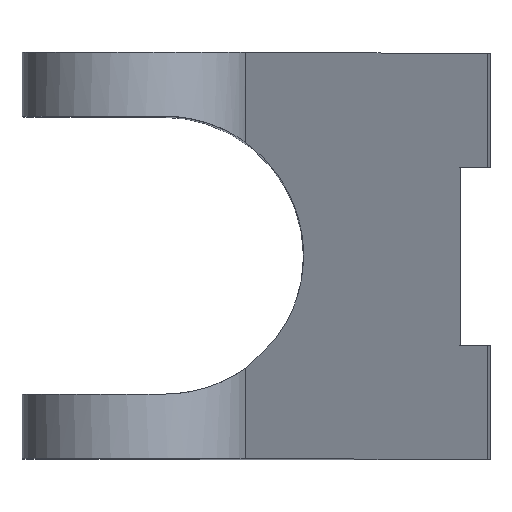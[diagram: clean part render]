
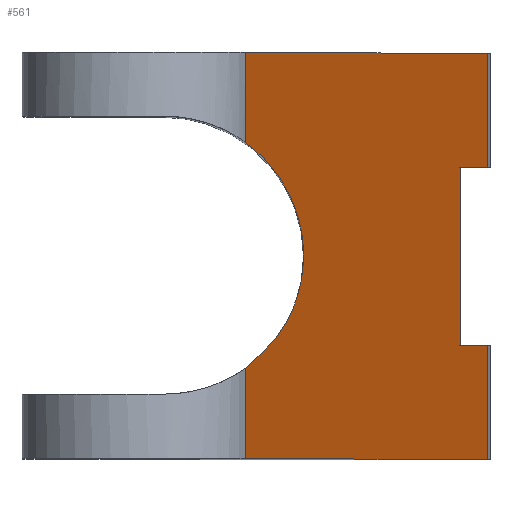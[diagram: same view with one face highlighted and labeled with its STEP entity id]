
A CAD part, top view. The second image highlights one B-rep face of the part: STEP entity #561.
In plain terms, the highlighted planar face has unit normal (0.961, 0, 0.276).
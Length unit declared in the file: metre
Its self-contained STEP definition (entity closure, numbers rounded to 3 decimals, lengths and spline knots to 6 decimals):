
#20=ELLIPSE('',#630,0.070585,0.0195);
#26=LINE('',#844,#63);
#31=LINE('',#905,#68);
#33=LINE('',#935,#70);
#42=LINE('',#962,#79);
#43=LINE('',#976,#80);
#44=LINE('',#978,#81);
#45=LINE('',#980,#82);
#46=LINE('',#981,#83);
#47=LINE('',#983,#84);
#63=VECTOR('',#674,1.);
#68=VECTOR('',#703,1.);
#70=VECTOR('',#721,1.);
#79=VECTOR('',#748,1.);
#80=VECTOR('',#759,1.);
#81=VECTOR('',#760,1.);
#82=VECTOR('',#763,1.);
#83=VECTOR('',#764,1.);
#84=VECTOR('',#765,1.);
#99=PLANE('',#629);
#170=ORIENTED_EDGE('',*,*,#316,.F.);
#171=ORIENTED_EDGE('',*,*,#272,.T.);
#172=ORIENTED_EDGE('',*,*,#317,.F.);
#173=ORIENTED_EDGE('',*,*,#297,.F.);
#174=ORIENTED_EDGE('',*,*,#318,.F.);
#175=ORIENTED_EDGE('',*,*,#288,.F.);
#176=ORIENTED_EDGE('',*,*,#319,.T.);
#177=ORIENTED_EDGE('',*,*,#311,.T.);
#178=ORIENTED_EDGE('',*,*,#320,.F.);
#179=ORIENTED_EDGE('',*,*,#321,.F.);
#272=EDGE_CURVE('',#349,#350,#26,.T.);
#288=EDGE_CURVE('',#363,#361,#31,.T.);
#297=EDGE_CURVE('',#371,#372,#33,.T.);
#311=EDGE_CURVE('',#381,#380,#42,.T.);
#316=EDGE_CURVE('',#349,#385,#43,.F.);
#317=EDGE_CURVE('',#372,#350,#44,.T.);
#318=EDGE_CURVE('',#361,#371,#20,.T.);
#319=EDGE_CURVE('',#363,#381,#45,.T.);
#320=EDGE_CURVE('',#386,#380,#46,.T.);
#321=EDGE_CURVE('',#385,#386,#47,.F.);
#349=VERTEX_POINT('',#845);
#350=VERTEX_POINT('',#846);
#361=VERTEX_POINT('',#900);
#363=VERTEX_POINT('',#904);
#371=VERTEX_POINT('',#934);
#372=VERTEX_POINT('',#936);
#380=VERTEX_POINT('',#961);
#381=VERTEX_POINT('',#963);
#385=VERTEX_POINT('',#977);
#386=VERTEX_POINT('',#982);
#448=EDGE_LOOP('',(#170,#171,#172,#173,#174,#175,#176,#177,#178,#179));
#499=FACE_BOUND('',#448,.T.);
#561=ADVANCED_FACE('',(#499),#99,.T.);
#629=AXIS2_PLACEMENT_3D('',#975,#757,#758);
#630=AXIS2_PLACEMENT_3D('',#979,#761,#762);
#674=DIRECTION('',(0.,1.,0.));
#703=DIRECTION('',(0.,1.,0.));
#721=DIRECTION('',(0.,1.,0.));
#748=DIRECTION('',(0.,1.,0.));
#757=DIRECTION('',(0.961,0.,0.276));
#758=DIRECTION('',(0.276,0.,-0.961));
#759=DIRECTION('',(0.276,0.,-0.961));
#760=DIRECTION('',(0.276,0.,-0.961));
#761=DIRECTION('',(0.961,0.,0.276));
#762=DIRECTION('',(-0.276,0.,0.961));
#763=DIRECTION('',(0.276,0.,-0.961));
#764=DIRECTION('',(0.276,0.,-0.961));
#765=DIRECTION('',(0.,1.,0.));
#844=CARTESIAN_POINT('',(0.049306,-0.0285,-0.113614));
#845=CARTESIAN_POINT('',(0.049306,0.0125,-0.113614));
#846=CARTESIAN_POINT('',(0.049306,0.0285,-0.113614));
#900=CARTESIAN_POINT('',(0.015377,-0.015837,0.00442));
#904=CARTESIAN_POINT('',(0.015377,-0.0285,0.00442));
#905=CARTESIAN_POINT('',(0.015377,-0.0285,0.00442));
#934=CARTESIAN_POINT('',(0.015377,0.015837,0.00442));
#935=CARTESIAN_POINT('',(0.015377,-0.0285,0.00442));
#936=CARTESIAN_POINT('',(0.015377,0.0285,0.00442));
#961=CARTESIAN_POINT('',(0.049306,-0.0125,-0.113614));
#962=CARTESIAN_POINT('',(0.049306,-0.0285,-0.113614));
#963=CARTESIAN_POINT('',(0.049306,-0.0285,-0.113614));
#975=CARTESIAN_POINT('',(0.032342,-0.0285,-0.054597));
#976=CARTESIAN_POINT('',(0.032342,0.0125,-0.054597));
#977=CARTESIAN_POINT('',(0.045502,0.0125,-0.10038));
#978=CARTESIAN_POINT('',(0.032342,0.0285,-0.054597));
#979=CARTESIAN_POINT('',(0.004,0.,0.044));
#980=CARTESIAN_POINT('',(0.032342,-0.0285,-0.054597));
#981=CARTESIAN_POINT('',(0.032342,-0.0125,-0.054597));
#982=CARTESIAN_POINT('',(0.045502,-0.0125,-0.10038));
#983=CARTESIAN_POINT('',(0.045502,-0.0285,-0.10038));
